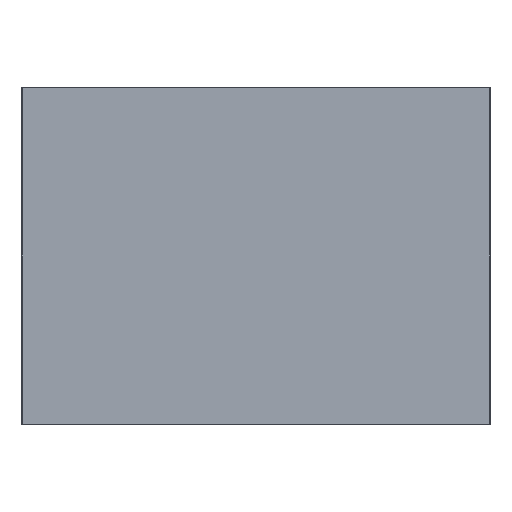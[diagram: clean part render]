
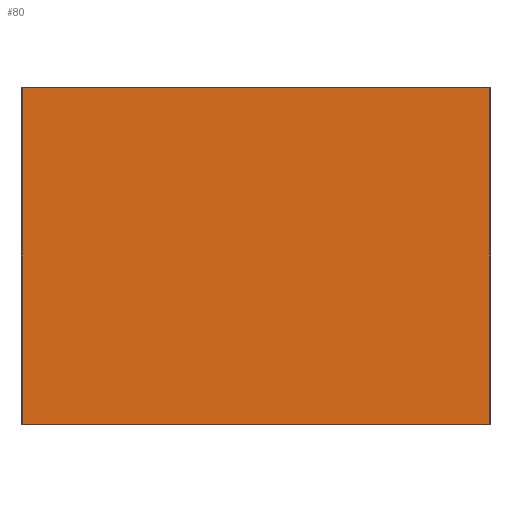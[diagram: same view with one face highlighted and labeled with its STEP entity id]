
A CAD part, front view. The second image highlights one B-rep face of the part: STEP entity #80.
In plain terms, the highlighted planar face has unit normal (0, -1, 0).
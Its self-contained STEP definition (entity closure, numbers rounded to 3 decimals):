
#80=ADVANCED_FACE('',(#155),#156,.T.);
#155=FACE_OUTER_BOUND('',#235,.T.);
#156=PLANE('',#236);
#235=EDGE_LOOP('',(#443,#444,#445,#446));
#236=AXIS2_PLACEMENT_3D('',#447,#448,#449);
#443=ORIENTED_EDGE('',*,*,#654,.F.);
#444=ORIENTED_EDGE('',*,*,#658,.F.);
#445=ORIENTED_EDGE('',*,*,#606,.T.);
#446=ORIENTED_EDGE('',*,*,#591,.T.);
#447=CARTESIAN_POINT('',(0.625,-1.0,0.9));
#448=DIRECTION('',(0.,-1.0,0.));
#449=DIRECTION('',(-1.0,0.,0.));
#591=EDGE_CURVE('',#815,#813,#816,.T.);
#606=EDGE_CURVE('',#841,#815,#842,.T.);
#654=EDGE_CURVE('',#922,#813,#924,.T.);
#658=EDGE_CURVE('',#841,#922,#928,.T.);
#813=VERTEX_POINT('',#1372);
#815=VERTEX_POINT('',#1375);
#816=LINE('',#1376,#1377);
#841=VERTEX_POINT('',#1413);
#842=LINE('',#1414,#1415);
#922=VERTEX_POINT('',#1538);
#924=LINE('',#1541,#1542);
#928=LINE('',#1547,#1548);
#1372=CARTESIAN_POINT('',(-0.625,-1.0,0.));
#1375=CARTESIAN_POINT('',(-0.625,-1.0,0.9));
#1376=CARTESIAN_POINT('',(-0.625,-1.0,0.9));
#1377=VECTOR('',#1660,1.0);
#1413=CARTESIAN_POINT('',(0.625,-1.0,0.9));
#1414=CARTESIAN_POINT('',(0.625,-1.0,0.9));
#1415=VECTOR('',#1672,1.0);
#1538=CARTESIAN_POINT('',(0.625,-1.0,0.));
#1541=CARTESIAN_POINT('',(0.625,-1.0,0.));
#1542=VECTOR('',#1720,1.0);
#1547=CARTESIAN_POINT('',(0.625,-1.0,0.9));
#1548=VECTOR('',#1722,1.0);
#1660=DIRECTION('',(0.,0.,-1000.0));
#1672=DIRECTION('',(-1000.0,0.,0.));
#1720=DIRECTION('',(-1000.0,0.,0.));
#1722=DIRECTION('',(0.,0.,-1000.0));
